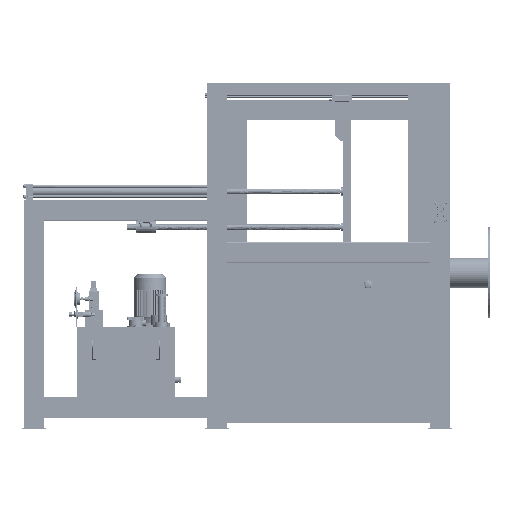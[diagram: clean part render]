
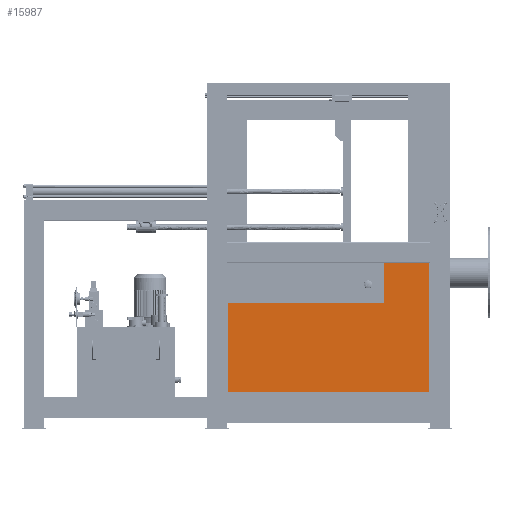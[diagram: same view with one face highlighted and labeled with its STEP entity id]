
A CAD part, top view. The second image highlights one B-rep face of the part: STEP entity #15987.
In plain terms, the highlighted free-form (B-spline) face has degree [1, 1] with [2, 2] control points.
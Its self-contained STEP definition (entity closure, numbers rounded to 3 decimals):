
#15863 = EDGE_CURVE('',#15864,#15866,#15868,.T.);
#15864 = VERTEX_POINT('',#15865);
#15865 = CARTESIAN_POINT('',(601.087,-911.761,
    0.));
#15866 = VERTEX_POINT('',#15867);
#15867 = CARTESIAN_POINT('',(601.087,-47.277,
    0.));
#15868 = B_SPLINE_CURVE_WITH_KNOTS('',1,(#15869,#15870),.UNSPECIFIED.,
  .F.,.F.,(2,2),(-320.,320.),.PIECEWISE_BEZIER_KNOTS.);
#15869 = CARTESIAN_POINT('',(601.087,-911.761,
    0.));
#15870 = CARTESIAN_POINT('',(601.087,-47.277,
    0.));
#15927 = EDGE_CURVE('',#15928,#15930,#15932,.T.);
#15928 = VERTEX_POINT('',#15929);
#15929 = CARTESIAN_POINT('',(-736.163,-317.428,
    0.));
#15930 = VERTEX_POINT('',#15931);
#15931 = CARTESIAN_POINT('',(-736.163,-911.761,
    0.));
#15932 = B_SPLINE_CURVE_WITH_KNOTS('',1,(#15933,#15934),.UNSPECIFIED.,
  .F.,.F.,(2,2),(-440.,0.),.PIECEWISE_BEZIER_KNOTS.);
#15933 = CARTESIAN_POINT('',(-736.163,-317.428,
    0.));
#15934 = CARTESIAN_POINT('',(-736.163,-911.761,
    0.));
#15987 = ADVANCED_FACE('',(#15988),#16016,.T.);
#15988 = FACE_BOUND('',#15989,.T.);
#15989 = EDGE_LOOP('',(#15990,#15991,#15998,#16005,#16010,#16011));
#15990 = ORIENTED_EDGE('',*,*,#15863,.T.);
#15991 = ORIENTED_EDGE('',*,*,#15992,.T.);
#15992 = EDGE_CURVE('',#15866,#15993,#15995,.T.);
#15993 = VERTEX_POINT('',#15994);
#15994 = CARTESIAN_POINT('',(303.92,-47.277,
    0.));
#15995 = B_SPLINE_CURVE_WITH_KNOTS('',1,(#15996,#15997),.UNSPECIFIED.,
  .F.,.F.,(2,2),(30.,250.),.PIECEWISE_BEZIER_KNOTS.);
#15996 = CARTESIAN_POINT('',(601.087,-47.277,
    0.));
#15997 = CARTESIAN_POINT('',(303.92,-47.277,
    0.));
#15998 = ORIENTED_EDGE('',*,*,#15999,.T.);
#15999 = EDGE_CURVE('',#15993,#16000,#16002,.T.);
#16000 = VERTEX_POINT('',#16001);
#16001 = CARTESIAN_POINT('',(303.92,-317.428,0.));
#16002 = B_SPLINE_CURVE_WITH_KNOTS('',1,(#16003,#16004),.UNSPECIFIED.,
  .F.,.F.,(2,2),(0.,200.),.PIECEWISE_BEZIER_KNOTS.);
#16003 = CARTESIAN_POINT('',(303.92,-47.277,
    0.));
#16004 = CARTESIAN_POINT('',(303.92,-317.428,
    0.));
#16005 = ORIENTED_EDGE('',*,*,#16006,.F.);
#16006 = EDGE_CURVE('',#15928,#16000,#16007,.T.);
#16007 = B_SPLINE_CURVE_WITH_KNOTS('',1,(#16008,#16009),.UNSPECIFIED.,
  .F.,.F.,(2,2),(-495.,275.),.PIECEWISE_BEZIER_KNOTS.);
#16008 = CARTESIAN_POINT('',(-736.163,-317.428,
    0.));
#16009 = CARTESIAN_POINT('',(303.92,-317.428,
    0.));
#16010 = ORIENTED_EDGE('',*,*,#15927,.T.);
#16011 = ORIENTED_EDGE('',*,*,#16012,.F.);
#16012 = EDGE_CURVE('',#15864,#15930,#16013,.T.);
#16013 = B_SPLINE_CURVE_WITH_KNOTS('',1,(#16014,#16015),.UNSPECIFIED.,
  .F.,.F.,(2,2),(-495.,495.),.PIECEWISE_BEZIER_KNOTS.);
#16014 = CARTESIAN_POINT('',(601.087,-911.761,
    0.));
#16015 = CARTESIAN_POINT('',(-736.163,-911.761,
    0.));
#16016 = B_SPLINE_SURFACE_WITH_KNOTS('',1,1,(
    (#16017,#16018)
    ,(#16019,#16020
    )),.UNSPECIFIED.,.F.,.F.,.F.,(2,2),(2,2),(0.,640.),(-495.,495.),
  .PIECEWISE_BEZIER_KNOTS.);
#16017 = CARTESIAN_POINT('',(601.087,-911.761,
    0.));
#16018 = CARTESIAN_POINT('',(-736.163,-911.761,
    0.));
#16019 = CARTESIAN_POINT('',(601.087,-47.277,
    0.));
#16020 = CARTESIAN_POINT('',(-736.163,-47.277,
    0.));
